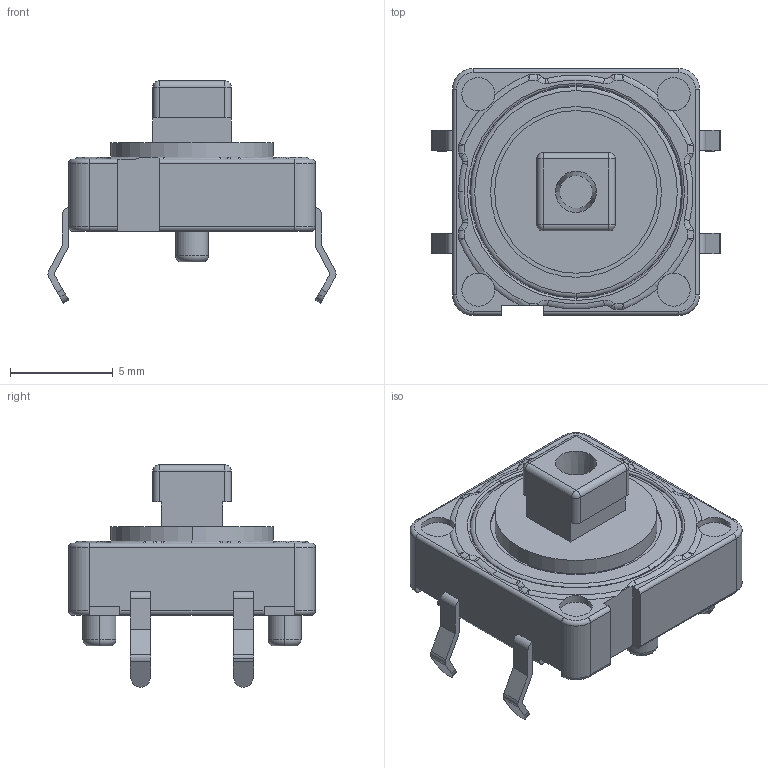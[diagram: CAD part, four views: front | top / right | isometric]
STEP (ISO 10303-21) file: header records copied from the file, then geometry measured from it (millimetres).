
FILE_DESCRIPTION (( 'STEP AP214' ), '1' );
FILE_NAME ('SKHCBJ.STEP', '2024-07-09T11:53:40', ( '' ), ( '' ), 'SwSTEP 2.0', 'SolidWorks 2024', '' );
FILE_SCHEMA (( 'AUTOMOTIVE_DESIGN' ));
Length unit declared in the file: millimetre
Products named in the file (1): SKHCBJ
Bounding box: 14 x 12 x 10.8 mm (x, y, z)
Volume: 575.2 mm3; surface area: 605.8 mm2
Topology: 1 solids, 1 shells, 219 faces, 591 edges, 378 vertices
Faces by surface type: plane 87, cylinder 74, torus 51, sphere 4, cone 2, bspline 1
Entity records: 9474 total; most frequent: CARTESIAN_POINT 1334, DIRECTION 1295, ORIENTED_EDGE 1174, EDGE_CURVE 587, AXIS2_PLACEMENT_3D 503, VERTEX_POINT 378, VECTOR 289, LINE 289
